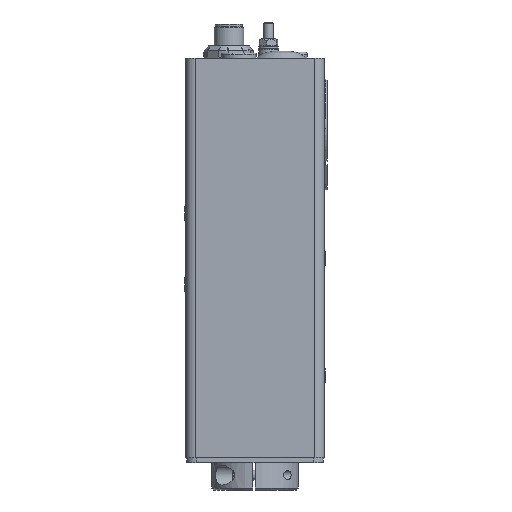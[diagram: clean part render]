
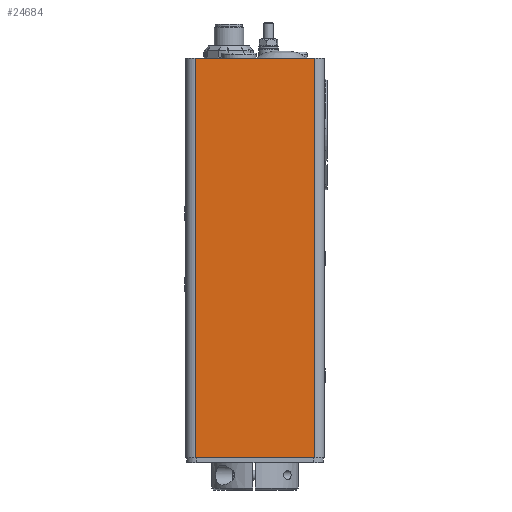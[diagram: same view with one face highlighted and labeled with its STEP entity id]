
A CAD part, left-side view. The second image highlights one B-rep face of the part: STEP entity #24684.
In plain terms, the highlighted planar face has unit normal (-1, 0, 0).
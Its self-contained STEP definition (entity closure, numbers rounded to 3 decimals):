
#2743=FACE_OUTER_BOUND('',#4121,.T.);
#4121=EDGE_LOOP('',(#18982,#18983,#18984,#18985));
#5998=LINE('',#38187,#8214);
#6109=LINE('',#38698,#8325);
#6110=LINE('',#38701,#8326);
#6111=LINE('',#38702,#8327);
#8214=VECTOR('',#28944,10.);
#8325=VECTOR('',#29299,10.);
#8326=VECTOR('',#29302,10.);
#8327=VECTOR('',#29303,10.);
#10391=VERTEX_POINT('',#38184);
#10392=VERTEX_POINT('',#38186);
#10510=VERTEX_POINT('',#38696);
#10511=VERTEX_POINT('',#38700);
#13301=EDGE_CURVE('',#10392,#10391,#5998,.T.);
#13485=EDGE_CURVE('',#10391,#10510,#6109,.T.);
#13486=EDGE_CURVE('',#10510,#10511,#6110,.T.);
#13487=EDGE_CURVE('',#10392,#10511,#6111,.T.);
#18982=ORIENTED_EDGE('',*,*,#13485,.T.);
#18983=ORIENTED_EDGE('',*,*,#13486,.T.);
#18984=ORIENTED_EDGE('',*,*,#13487,.F.);
#18985=ORIENTED_EDGE('',*,*,#13301,.T.);
#22362=PLANE('',#25921);
#24684=ADVANCED_FACE('',(#2743),#22362,.T.);
#25921=AXIS2_PLACEMENT_3D('',#38699,#29300,#29301);
#28944=DIRECTION('',(0.,-1.,0.));
#29299=DIRECTION('',(0.,0.,1.));
#29300=DIRECTION('center_axis',(-1.,0.,0.));
#29301=DIRECTION('ref_axis',(0.,-1.,0.));
#29302=DIRECTION('',(0.,1.,0.));
#29303=DIRECTION('',(0.,0.,1.));
#38184=CARTESIAN_POINT('',(-21.701,-8.88,-0.607));
#38186=CARTESIAN_POINT('',(-21.701,39.12,-0.607));
#38187=CARTESIAN_POINT('',(-21.701,39.12,-0.607));
#38696=CARTESIAN_POINT('',(-21.701,-8.88,160.393));
#38698=CARTESIAN_POINT('',(-21.701,-8.88,-0.607));
#38699=CARTESIAN_POINT('Origin',(-21.701,39.12,4.393));
#38700=CARTESIAN_POINT('',(-21.701,39.12,160.393));
#38701=CARTESIAN_POINT('',(-21.701,-8.88,160.393));
#38702=CARTESIAN_POINT('',(-21.701,39.12,-0.607));
